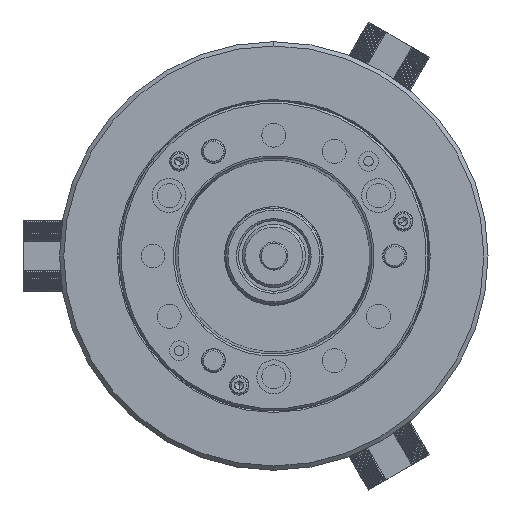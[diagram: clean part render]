
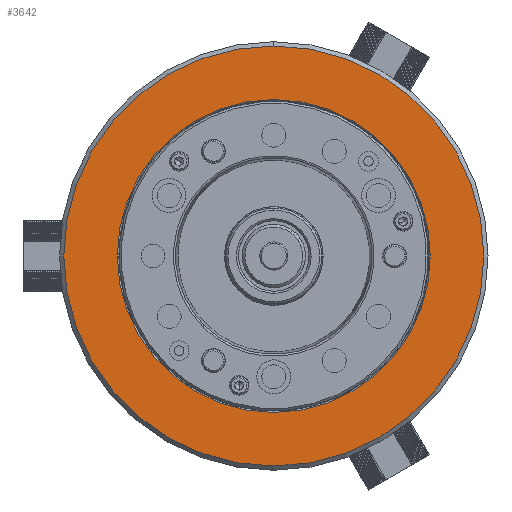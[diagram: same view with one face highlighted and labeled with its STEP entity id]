
A CAD part, left-side view. The second image highlights one B-rep face of the part: STEP entity #3642.
In plain terms, the highlighted planar face has unit normal (-1, 0, 0).
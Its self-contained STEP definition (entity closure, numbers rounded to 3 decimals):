
#311 = CARTESIAN_POINT ( 'NONE',  ( -107., 0., 111. ) ) ;
#426 = CARTESIAN_POINT ( 'NONE',  ( -107., 0., 149. ) ) ;
#455 = CARTESIAN_POINT ( 'NONE',  ( -107., 0., -149. ) ) ;
#488 = CARTESIAN_POINT ( 'NONE',  ( -107., 0., -111. ) ) ;
#2314 = EDGE_LOOP ( 'NONE', ( #6637, #6638 ) ) ;
#3327 = EDGE_LOOP ( 'NONE', ( #6635, #6636 ) ) ;
#3642 = ADVANCED_FACE ( 'NONE', ( #15959, #15960 ), #15961, .T. ) ;
#6198 = EDGE_CURVE ( 'NONE', #11512, #11689, #20683, .T. ) ;
#6200 = EDGE_CURVE ( 'NONE', #11656, #11627, #20684, .T. ) ;
#6224 = EDGE_CURVE ( 'NONE', #11627, #11656, #20719, .T. ) ;
#6225 = EDGE_CURVE ( 'NONE', #11689, #11512, #20721, .T. ) ;
#6635 = ORIENTED_EDGE ( 'NONE', *, *, #6198, .T. ) ;
#6636 = ORIENTED_EDGE ( 'NONE', *, *, #6225, .T. ) ;
#6637 = ORIENTED_EDGE ( 'NONE', *, *, #6200, .F. ) ;
#6638 = ORIENTED_EDGE ( 'NONE', *, *, #6224, .F. ) ;
#11512 = VERTEX_POINT ( 'NONE', #311 ) ;
#11627 = VERTEX_POINT ( 'NONE', #426 ) ;
#11656 = VERTEX_POINT ( 'NONE', #455 ) ;
#11689 = VERTEX_POINT ( 'NONE', #488 ) ;
#14702 = AXIS2_PLACEMENT_3D ( 'NONE', #15956, #15963, #15964 ) ;
#15956 = CARTESIAN_POINT ( 'NONE',  ( -107., 149., 0. ) ) ;
#15959 = FACE_BOUND ( 'NONE', #3327, .T. ) ;
#15960 = FACE_OUTER_BOUND ( 'NONE', #2314, .T. ) ;
#15961 = PLANE ( 'NONE',  #14702 ) ;
#15963 = DIRECTION ( 'NONE',  ( -1., 0., 0. ) ) ;
#15964 = DIRECTION ( 'NONE',  ( 0., 0., 1. ) ) ;
#20096 = CARTESIAN_POINT ( 'NONE',  ( -107., 0., 0. ) ) ;
#20097 = DIRECTION ( 'NONE',  ( 1., 0., 0. ) ) ;
#20098 = DIRECTION ( 'NONE',  ( 0., 0., -1. ) ) ;
#20103 = CARTESIAN_POINT ( 'NONE',  ( -107., 0., 0. ) ) ;
#20104 = DIRECTION ( 'NONE',  ( 1., 0., 0. ) ) ;
#20105 = DIRECTION ( 'NONE',  ( 0., 0., -1. ) ) ;
#20176 = CARTESIAN_POINT ( 'NONE',  ( -107., 0., 0. ) ) ;
#20177 = DIRECTION ( 'NONE',  ( 1., 0., 0. ) ) ;
#20178 = DIRECTION ( 'NONE',  ( 0., 0., -1. ) ) ;
#20179 = CARTESIAN_POINT ( 'NONE',  ( -107., 0., 0. ) ) ;
#20180 = DIRECTION ( 'NONE',  ( 1., 0., 0. ) ) ;
#20181 = DIRECTION ( 'NONE',  ( 0., 0., -1. ) ) ;
#20683 = CIRCLE ( 'NONE', #20685, 111. ) ;
#20684 = CIRCLE ( 'NONE', #20688, 149. ) ;
#20685 = AXIS2_PLACEMENT_3D ( 'NONE', #20096, #20097, #20098 ) ;
#20688 = AXIS2_PLACEMENT_3D ( 'NONE', #20103, #20104, #20105 ) ;
#20719 = CIRCLE ( 'NONE', #20722, 149. ) ;
#20721 = CIRCLE ( 'NONE', #20724, 111. ) ;
#20722 = AXIS2_PLACEMENT_3D ( 'NONE', #20176, #20177, #20178 ) ;
#20724 = AXIS2_PLACEMENT_3D ( 'NONE', #20179, #20180, #20181 ) ;
